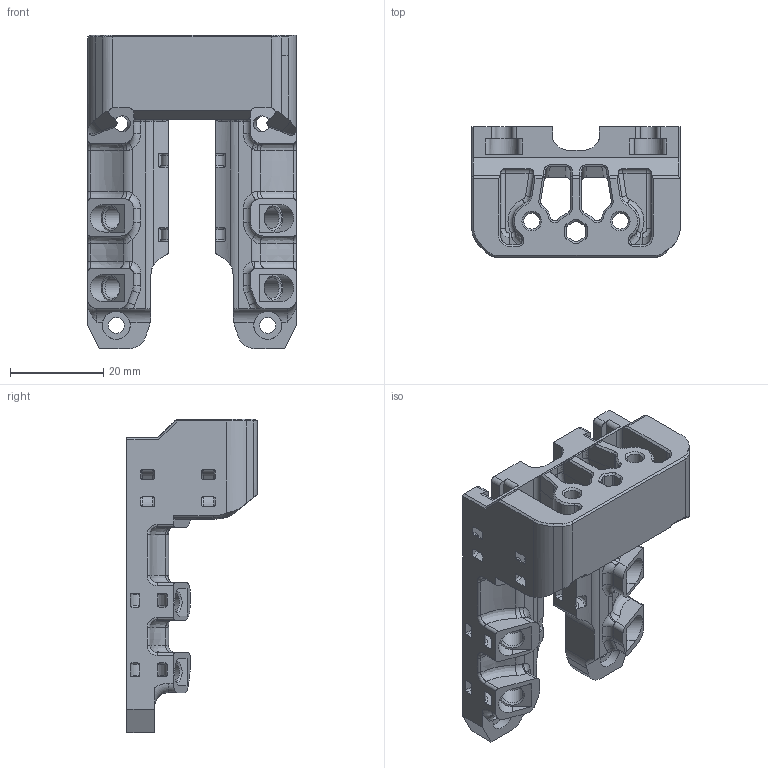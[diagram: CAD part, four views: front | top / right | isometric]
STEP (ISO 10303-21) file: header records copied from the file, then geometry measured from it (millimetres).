
FILE_DESCRIPTION(/* description */ (''),/* implementation_level */ '2;1');
FILE_NAME(/* name */ 'Hextrudort CNC Tall.step',/* time_stamp */ '2024-07-26T12:22:20-07:00',/* author */ (''),/* organization */ (''),/* preprocessor_version */ 'ST-DEVELOPER v20',/* originating_system */ 'Autodesk Translation Framework v13.14.0.145',/* authorisation */ '');
FILE_SCHEMA (('AUTOMOTIVE_DESIGN { 1 0 10303 214 3 1 1 }'));
Length unit declared in the file: millimetre
Products named in the file (2): TAP_MountingPlates; MountPlates (1)
Assembly tree (1 placements, depth 2):
  TAP_MountingPlates
    MountPlates (1)
Bounding box: 44.8 x 28 x 67.33 mm (x, y, z)
Volume: 25551.9 mm3; surface area: 14629.1 mm2
Topology: 1 solids, 1 shells, 676 faces, 1778 edges, 1100 vertices
Faces by surface type: plane 264, cylinder 182, bspline 92, torus 83, cone 49, sphere 6
Full cylindrical faces by diameter (mm): 3.4 x10, 4.5 x4, 6 x5
Entity records: 36476 total; most frequent: CARTESIAN_POINT 20355, ORIENTED_EDGE 3544, DIRECTION 3104, EDGE_CURVE 1772, AXIS2_PLACEMENT_3D 1111, VERTEX_POINT 1100, LINE 882, VECTOR 882
